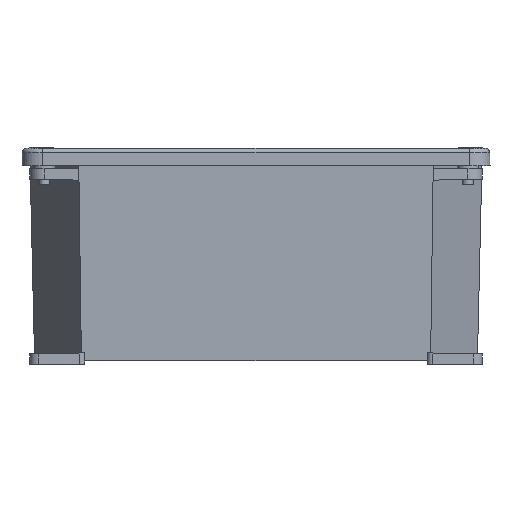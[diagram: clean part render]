
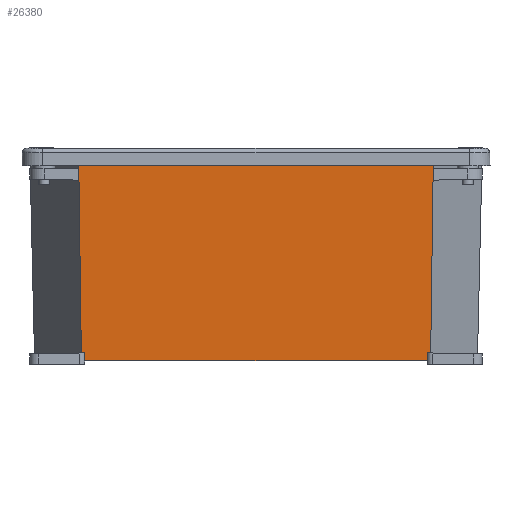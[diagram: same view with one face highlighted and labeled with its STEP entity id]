
A CAD part, front view. The second image highlights one B-rep face of the part: STEP entity #26380.
In plain terms, the highlighted planar face has unit normal (0, -1, -0.023).
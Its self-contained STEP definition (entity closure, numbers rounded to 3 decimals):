
#760=CARTESIAN_POINT('',(209.749,-9.534,112.5));
#770=VERTEX_POINT('',#760);
#820=CARTESIAN_POINT('',(0.,-9.534,112.5));
#830=DIRECTION('',(-1.,0.,0.));
#840=VECTOR('',#830,1.);
#850=LINE('',#820,#840);
#860=CARTESIAN_POINT('',(9.749,-9.534,112.5));
#870=VERTEX_POINT('',#860);
#880=EDGE_CURVE('',#770,#870,#850,.T.);
#25660=CARTESIAN_POINT('',(209.749,-6.916,
0.03));
#25670=DIRECTION('',(-0.,-1.,-0.023));
#25680=DIRECTION('',(-1.,0.,0.));
#25690=AXIS2_PLACEMENT_3D('',#25660,#25670,#25680);
#25700=PLANE('',#25690);
#25710=CARTESIAN_POINT('',(0.,-7.016,4.31));
#25720=DIRECTION('',(-1.,0.,
-0.017));
#25730=VECTOR('',#25720,1.);
#25740=LINE('',#25710,#25730);
#25750=CARTESIAN_POINT('',(13.209,-7.021,
4.54));
#25760=VERTEX_POINT('',#25750);
#25770=CARTESIAN_POINT('',(11.2,-7.021,
4.505));
#25780=VERTEX_POINT('',#25770);
#25790=EDGE_CURVE('',#25760,#25780,#25740,.T.);
#25800=ORIENTED_EDGE('',*,*,#25790,.F.);
#25810=CARTESIAN_POINT('',(11.26,-6.916,0.));
#25820=DIRECTION('',(0.013,0.023,
-1.));
#25830=VECTOR('',#25820,1.);
#25840=LINE('',#25810,#25830);
#25850=CARTESIAN_POINT('',(9.802,-9.441,108.5));
#25860=VERTEX_POINT('',#25850);
#25870=EDGE_CURVE('',#25860,#25780,#25840,.T.);
#25880=ORIENTED_EDGE('',*,*,#25870,.T.);
#25890=EDGE_CURVE('',#870,#25860,#25840,.T.);
#25900=ORIENTED_EDGE('',*,*,#25890,.T.);
#25910=ORIENTED_EDGE('',*,*,#880,.T.);
#25920=CARTESIAN_POINT('',(208.237,-6.916,0.));
#25930=DIRECTION('',(0.013,-0.023,
1.));
#25940=VECTOR('',#25930,1.);
#25950=LINE('',#25920,#25940);
#25960=CARTESIAN_POINT('',(209.695,-9.441,108.5));
#25970=VERTEX_POINT('',#25960);
#25980=EDGE_CURVE('',#25970,#770,#25950,.T.);
#25990=ORIENTED_EDGE('',*,*,#25980,.T.);
#26000=CARTESIAN_POINT('',(208.297,-7.021,
4.505));
#26010=VERTEX_POINT('',#26000);
#26020=EDGE_CURVE('',#26010,#25970,#25950,.T.);
#26030=ORIENTED_EDGE('',*,*,#26020,.T.);
#26040=CARTESIAN_POINT('',(0.,-7.105,8.141));
#26050=DIRECTION('',(-1.,0.,
0.017));
#26060=VECTOR('',#26050,1.);
#26070=LINE('',#26040,#26060);
#26080=CARTESIAN_POINT('',(206.288,-7.021,
4.54));
#26090=VERTEX_POINT('',#26080);
#26100=EDGE_CURVE('',#26010,#26090,#26070,.T.);
#26110=ORIENTED_EDGE('',*,*,#26100,.F.);
#26120=CARTESIAN_POINT('',(209.249,-6.534,
-16.392));
#26130=DIRECTION('',(0.,-1.,-0.023));
#26140=DIRECTION('',(0.,0.023,-1.));
#26150=AXIS2_PLACEMENT_3D('',#26120,#26130,#26140);
#26160=ELLIPSE('',#26150,128.927,3.);
#26170=CARTESIAN_POINT('',(206.273,-6.916,
0.));
#26180=VERTEX_POINT('',#26170);
#26190=EDGE_CURVE('',#26090,#26180,#26160,.T.);
#26200=ORIENTED_EDGE('',*,*,#26190,.F.);
#26210=CARTESIAN_POINT('',(0.,-6.916,0.));
#26220=DIRECTION('',(1.,0.,0.));
#26230=VECTOR('',#26220,1.);
#26240=LINE('',#26210,#26230);
#26250=CARTESIAN_POINT('',(13.224,-6.916,0.));
#26260=VERTEX_POINT('',#26250);
#26270=EDGE_CURVE('',#26260,#26180,#26240,.T.);
#26280=ORIENTED_EDGE('',*,*,#26270,.T.);
#26290=CARTESIAN_POINT('',(10.249,-6.534,-16.392
));
#26300=DIRECTION('',(0.,-1.,-0.023));
#26310=DIRECTION('',(0.,0.023,-1.));
#26320=AXIS2_PLACEMENT_3D('',#26290,#26300,#26310);
#26330=ELLIPSE('',#26320,128.927,3.);
#26340=EDGE_CURVE('',#26260,#25760,#26330,.T.);
#26350=ORIENTED_EDGE('',*,*,#26340,.F.);
#26360=EDGE_LOOP('',(#26350,#26280,#26200,#26110,#26030,#25990,#25910,
#25900,#25880,#25800));
#26370=FACE_OUTER_BOUND('',#26360,.T.);
#26380=ADVANCED_FACE('',(#26370),#25700,.T.);
